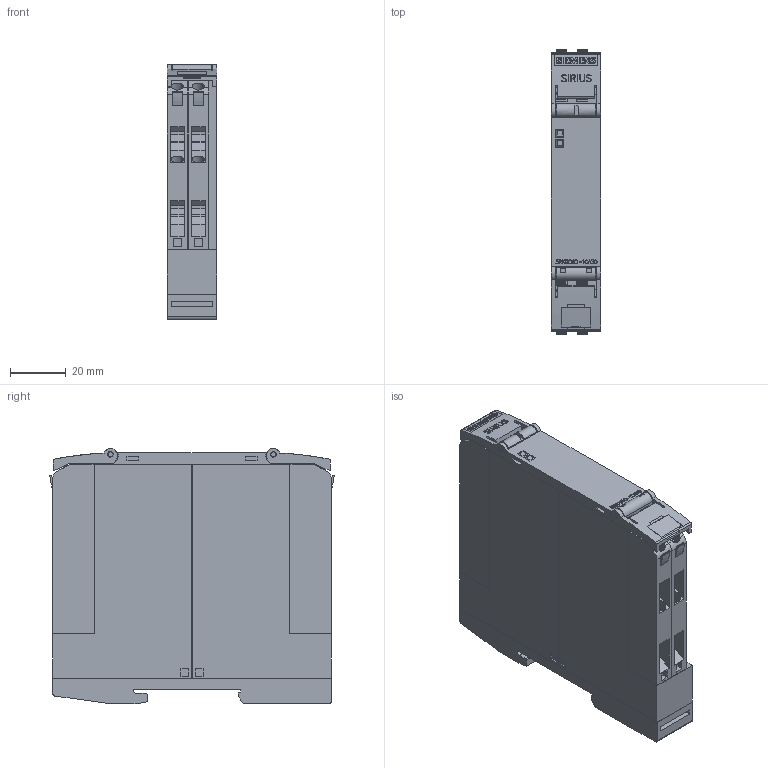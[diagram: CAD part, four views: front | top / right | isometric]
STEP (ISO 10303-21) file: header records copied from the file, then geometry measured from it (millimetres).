
FILE_DESCRIPTION(('STEP AP214'),'1');
FILE_NAME('cctmp_C256166D-BAE0-4054-AFBD-DB59F6AC03B7_2023_07_21_09_45_14_0435..stp','2023-07-21T07:45:16',('SIEMENS A&D'),('CADClick - www.CADClick.com'),'Spatial InterOp 3D postprocessed',' ','unknown authorization');
FILE_SCHEMA(('AUTOMOTIVE_DESIGN'));
Length unit declared in the file: millimetre
Products named in the file (1): 2023_07_21_09_45_14_0358
Bounding box: 17.85 x 101.9 x 91.42 mm (x, y, z)
Volume: 140400.8 mm3; surface area: 43316.7 mm2
Topology: 1 solids, 1 shells, 1373 faces, 3823 edges, 2538 vertices
Faces by surface type: plane 1102, cylinder 231, cone 24, torus 16
Entity records: 74116 total; most frequent: CARTESIAN_POINT 8809, STYLED_ITEM 7731, PRESENTATION_STYLE_ASSIGNMENT 7731, ORIENTED_EDGE 7638, DIRECTION 7090, EDGE_CURVE 3819, CURVE_STYLE 3819, DRAUGHTING_PRE_DEFINED_CURVE_FONT 3819
